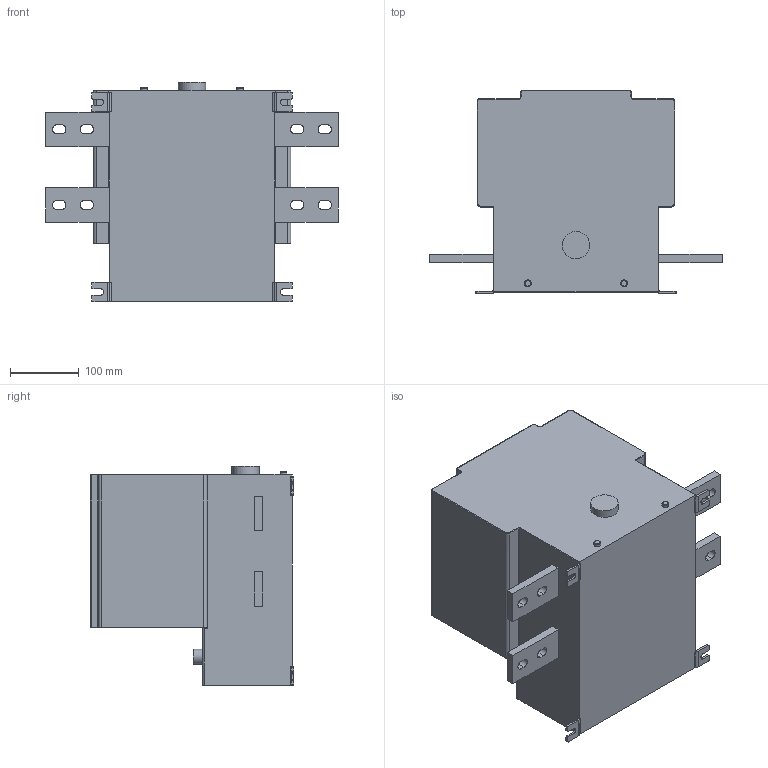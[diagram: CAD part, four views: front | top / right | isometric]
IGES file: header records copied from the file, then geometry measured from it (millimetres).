
Global section: file name: OS1200_L02.igs; preprocessor: I-DEAS 3D IGES Translator 11; date: 20061031.074948; units: millimetre
Bounding box: 425.99 x 295.2 x 318.7 mm (x, y, z)
Volume: 19974894.6 mm3; surface area: 527903.5 mm2
Topology: 1 solids, 1 shells, 206 faces, 541 edges, 346 vertices
Faces by surface type: bspline 206
